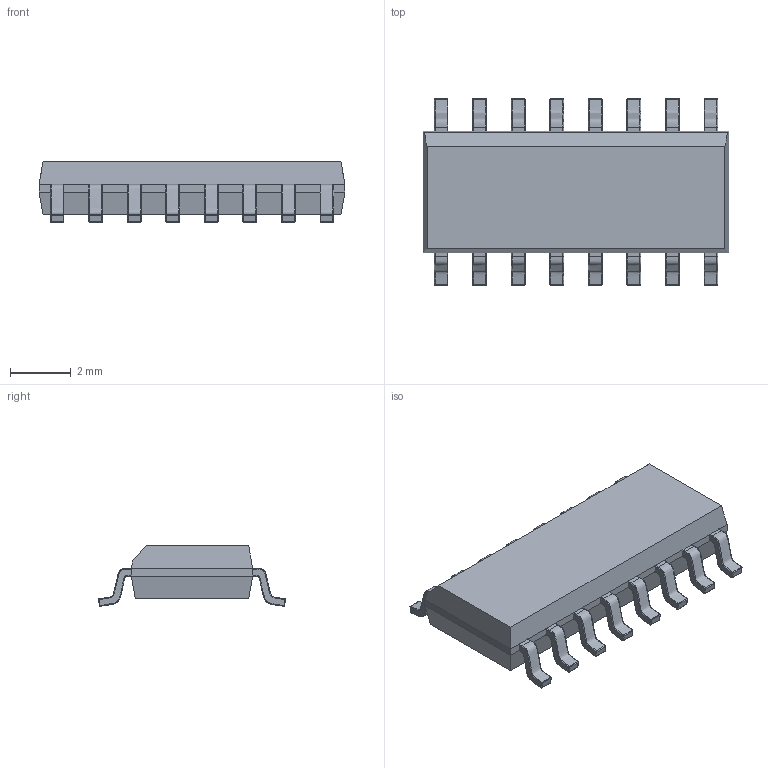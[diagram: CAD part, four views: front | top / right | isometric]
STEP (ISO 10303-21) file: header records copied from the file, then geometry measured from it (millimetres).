
FILE_DESCRIPTION(/* description */ (''),/* implementation_level */ '2;1');
FILE_NAME(/* name */ 'SOIC16~1',/* time_stamp */ '2013-12-08T16:24:44+01:00',/* author */ (''),/* organization */ (''),/* preprocessor_version */ 'ST-DEVELOPER v14',/* originating_system */ '',/* authorisation */ '');
FILE_SCHEMA (('AUTOMOTIVE_DESIGN'));
Length unit declared in the file: millimetre
Products named in the file (1): Document
Bounding box: 10.08 x 6.16 x 2 mm (x, y, z)
Volume: 70.9 mm3; surface area: 172.1 mm2
Topology: 17 solids, 17 shells, 657 faces, 1334 edges, 716 vertices
Faces by surface type: bspline 604, plane 53
Entity records: 46795 total; most frequent: CARTESIAN_POINT 29632, B_SPLINE_CURVE_WITH_KNOTS 3269, ORIENTED_EDGE 2668, PCURVE 2668, DEFINITIONAL_REPRESENTATION 2668, SURFACE_CURVE 1334, EDGE_CURVE 1334, VERTEX_POINT 716
